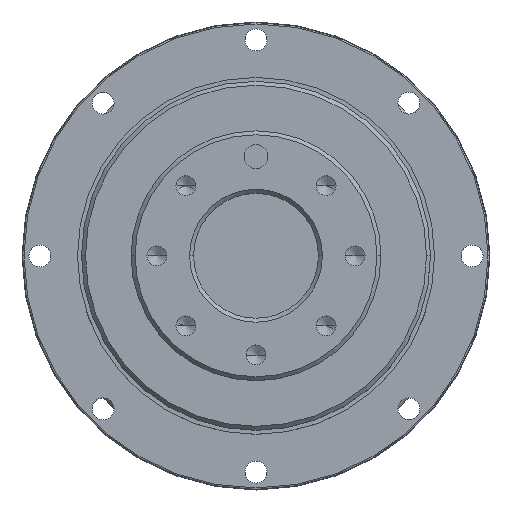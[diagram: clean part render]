
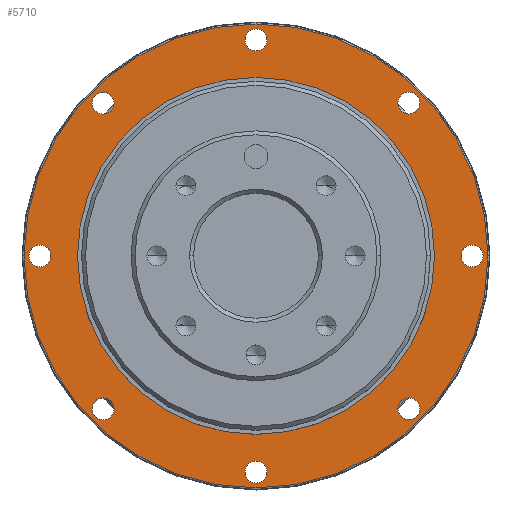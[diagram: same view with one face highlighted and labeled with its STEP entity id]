
A CAD part, top view. The second image highlights one B-rep face of the part: STEP entity #5710.
In plain terms, the highlighted planar face has unit normal (0, 0, 1).
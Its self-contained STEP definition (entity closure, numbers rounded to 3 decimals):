
#1919=CARTESIAN_POINT('',(0.,0.,8.));
#1920=DIRECTION('',(0.,0.,1.));
#1921=DIRECTION('',(1.,0.,0.));
#1922=AXIS2_PLACEMENT_3D('',#1919,#1920,#1921);
#1924=CARTESIAN_POINT('',(0.,0.,8.));
#1925=DIRECTION('',(0.,0.,1.));
#1926=DIRECTION('',(-1.,0.,0.));
#1927=AXIS2_PLACEMENT_3D('',#1924,#1925,#1926);
#1929=CARTESIAN_POINT('',(38.537,38.537,8.));
#1930=DIRECTION('',(0.,0.,-1.));
#1931=DIRECTION('',(0.707,-0.707,0.));
#1932=AXIS2_PLACEMENT_3D('',#1929,#1930,#1931);
#1934=CARTESIAN_POINT('',(38.537,38.537,8.));
#1935=DIRECTION('',(0.,0.,-1.));
#1936=DIRECTION('',(1.,0.,0.));
#1937=AXIS2_PLACEMENT_3D('',#1934,#1935,#1936);
#1939=CARTESIAN_POINT('',(38.537,38.537,8.));
#1940=DIRECTION('',(0.,0.,-1.));
#1941=DIRECTION('',(-1.,0.,0.));
#1942=AXIS2_PLACEMENT_3D('',#1939,#1940,#1941);
#1944=CARTESIAN_POINT('',(54.5,0.,8.));
#1945=DIRECTION('',(0.,0.,-1.));
#1946=DIRECTION('',(0.,-1.,0.));
#1947=AXIS2_PLACEMENT_3D('',#1944,#1945,#1946);
#1949=CARTESIAN_POINT('',(54.5,0.,8.));
#1950=DIRECTION('',(0.,0.,-1.));
#1951=DIRECTION('',(1.,0.,0.));
#1952=AXIS2_PLACEMENT_3D('',#1949,#1950,#1951);
#1954=CARTESIAN_POINT('',(54.5,0.,8.));
#1955=DIRECTION('',(0.,0.,-1.));
#1956=DIRECTION('',(-1.,0.,0.));
#1957=AXIS2_PLACEMENT_3D('',#1954,#1955,#1956);
#1959=CARTESIAN_POINT('',(38.537,-38.537,8.));
#1960=DIRECTION('',(0.,0.,-1.));
#1961=DIRECTION('',(-0.707,-0.707,0.));
#1962=AXIS2_PLACEMENT_3D('',#1959,#1960,#1961);
#1964=CARTESIAN_POINT('',(38.537,-38.537,8.));
#1965=DIRECTION('',(0.,0.,-1.));
#1966=DIRECTION('',(1.,0.,0.));
#1967=AXIS2_PLACEMENT_3D('',#1964,#1965,#1966);
#1969=CARTESIAN_POINT('',(38.537,-38.537,8.));
#1970=DIRECTION('',(0.,0.,-1.));
#1971=DIRECTION('',(-1.,0.,0.));
#1972=AXIS2_PLACEMENT_3D('',#1969,#1970,#1971);
#1974=CARTESIAN_POINT('',(0.,-54.5,8.));
#1975=DIRECTION('',(0.,0.,-1.));
#1976=DIRECTION('',(-1.,0.,0.));
#1977=AXIS2_PLACEMENT_3D('',#1974,#1975,#1976);
#1979=CARTESIAN_POINT('',(0.,-54.5,8.));
#1980=DIRECTION('',(0.,0.,-1.));
#1981=DIRECTION('',(1.,0.,0.));
#1982=AXIS2_PLACEMENT_3D('',#1979,#1980,#1981);
#1984=CARTESIAN_POINT('',(-38.537,-38.537,8.));
#1985=DIRECTION('',(0.,0.,-1.));
#1986=DIRECTION('',(-0.707,0.707,0.));
#1987=AXIS2_PLACEMENT_3D('',#1984,#1985,#1986);
#1989=CARTESIAN_POINT('',(-38.537,-38.537,8.));
#1990=DIRECTION('',(0.,0.,-1.));
#1991=DIRECTION('',(-1.,0.,0.));
#1992=AXIS2_PLACEMENT_3D('',#1989,#1990,#1991);
#1994=CARTESIAN_POINT('',(-38.537,-38.537,8.));
#1995=DIRECTION('',(0.,0.,-1.));
#1996=DIRECTION('',(1.,0.,0.));
#1997=AXIS2_PLACEMENT_3D('',#1994,#1995,#1996);
#1999=CARTESIAN_POINT('',(-54.5,0.,8.));
#2000=DIRECTION('',(0.,0.,-1.));
#2001=DIRECTION('',(0.,1.,0.));
#2002=AXIS2_PLACEMENT_3D('',#1999,#2000,#2001);
#2004=CARTESIAN_POINT('',(-54.5,0.,8.));
#2005=DIRECTION('',(0.,0.,-1.));
#2006=DIRECTION('',(-1.,0.,0.));
#2007=AXIS2_PLACEMENT_3D('',#2004,#2005,#2006);
#2009=CARTESIAN_POINT('',(-54.5,0.,8.));
#2010=DIRECTION('',(0.,0.,-1.));
#2011=DIRECTION('',(1.,0.,0.));
#2012=AXIS2_PLACEMENT_3D('',#2009,#2010,#2011);
#2014=CARTESIAN_POINT('',(-38.537,38.537,8.));
#2015=DIRECTION('',(0.,0.,-1.));
#2016=DIRECTION('',(0.707,0.707,0.));
#2017=AXIS2_PLACEMENT_3D('',#2014,#2015,#2016);
#2019=CARTESIAN_POINT('',(-38.537,38.537,8.));
#2020=DIRECTION('',(0.,0.,-1.));
#2021=DIRECTION('',(-1.,0.,0.));
#2022=AXIS2_PLACEMENT_3D('',#2019,#2020,#2021);
#2024=CARTESIAN_POINT('',(-38.537,38.537,8.));
#2025=DIRECTION('',(0.,0.,-1.));
#2026=DIRECTION('',(1.,0.,0.));
#2027=AXIS2_PLACEMENT_3D('',#2024,#2025,#2026);
#2029=CARTESIAN_POINT('',(0.,54.5,8.));
#2030=DIRECTION('',(0.,0.,-1.));
#2031=DIRECTION('',(1.,0.,0.));
#2032=AXIS2_PLACEMENT_3D('',#2029,#2030,#2031);
#2034=CARTESIAN_POINT('',(0.,54.5,8.));
#2035=DIRECTION('',(0.,0.,-1.));
#2036=DIRECTION('',(-1.,0.,0.));
#2037=AXIS2_PLACEMENT_3D('',#2034,#2035,#2036);
#2039=CARTESIAN_POINT('',(0.,0.,8.));
#2040=DIRECTION('',(0.,0.,-1.));
#2041=DIRECTION('',(1.,0.,0.));
#2042=AXIS2_PLACEMENT_3D('',#2039,#2040,#2041);
#2044=CARTESIAN_POINT('',(0.,0.,8.));
#2045=DIRECTION('',(0.,0.,-1.));
#2046=DIRECTION('',(-1.,0.,0.));
#2047=AXIS2_PLACEMENT_3D('',#2044,#2045,#2046);
#2896=CARTESIAN_POINT('',(41.287,38.537,8.));
#2898=VERTEX_POINT('',#2896);
#2900=CARTESIAN_POINT('',(35.787,38.537,8.));
#2902=VERTEX_POINT('',#2900);
#2903=CARTESIAN_POINT('',(40.482,36.593,8.));
#2904=VERTEX_POINT('',#2903);
#2906=CARTESIAN_POINT('',(57.25,0.,8.));
#2908=VERTEX_POINT('',#2906);
#2910=CARTESIAN_POINT('',(51.75,0.,8.));
#2912=VERTEX_POINT('',#2910);
#2913=CARTESIAN_POINT('',(54.5,-2.75,8.));
#2914=VERTEX_POINT('',#2913);
#2916=CARTESIAN_POINT('',(41.287,-38.537,8.));
#2918=VERTEX_POINT('',#2916);
#2920=CARTESIAN_POINT('',(35.787,-38.537,8.));
#2922=VERTEX_POINT('',#2920);
#2923=CARTESIAN_POINT('',(36.593,-40.482,8.));
#2924=VERTEX_POINT('',#2923);
#2926=CARTESIAN_POINT('',(2.75,-54.5,8.));
#2928=VERTEX_POINT('',#2926);
#2930=CARTESIAN_POINT('',(-2.75,-54.5,8.));
#2932=VERTEX_POINT('',#2930);
#2934=CARTESIAN_POINT('',(-35.787,-38.537,8.));
#2936=VERTEX_POINT('',#2934);
#2938=CARTESIAN_POINT('',(-41.287,-38.537,8.));
#2940=VERTEX_POINT('',#2938);
#2941=CARTESIAN_POINT('',(-40.482,-36.593,8.));
#2942=VERTEX_POINT('',#2941);
#2944=CARTESIAN_POINT('',(-51.75,0.,8.));
#2946=VERTEX_POINT('',#2944);
#2948=CARTESIAN_POINT('',(-57.25,0.,8.));
#2950=VERTEX_POINT('',#2948);
#2951=CARTESIAN_POINT('',(-54.5,2.75,8.));
#2952=VERTEX_POINT('',#2951);
#2954=CARTESIAN_POINT('',(-35.787,38.537,8.));
#2956=VERTEX_POINT('',#2954);
#2958=CARTESIAN_POINT('',(-41.287,38.537,8.));
#2960=VERTEX_POINT('',#2958);
#2961=CARTESIAN_POINT('',(-36.593,40.482,8.));
#2962=VERTEX_POINT('',#2961);
#2964=CARTESIAN_POINT('',(2.75,54.5,8.));
#2966=VERTEX_POINT('',#2964);
#2968=CARTESIAN_POINT('',(-2.75,54.5,8.));
#2970=VERTEX_POINT('',#2968);
#2996=CARTESIAN_POINT('',(-45.,0.,8.));
#2998=VERTEX_POINT('',#2996);
#3000=CARTESIAN_POINT('',(45.,0.,8.));
#3002=VERTEX_POINT('',#3000);
#3203=CARTESIAN_POINT('',(-58.5,0.,8.));
#3204=VERTEX_POINT('',#3203);
#3205=CARTESIAN_POINT('',(58.5,0.,8.));
#3206=VERTEX_POINT('',#3205);
#5634=CARTESIAN_POINT('',(0.,0.,8.));
#5635=DIRECTION('',(0.,0.,1.));
#5636=DIRECTION('',(1.,0.,0.));
#5637=AXIS2_PLACEMENT_3D('',#5634,#5635,#5636);
#5638=PLANE('',#5637);
#5640=ORIENTED_EDGE('',*,*,#5639,.F.);
#5641=ORIENTED_EDGE('',*,*,#5624,.F.);
#5642=EDGE_LOOP('',(#5640,#5641));
#5643=FACE_OUTER_BOUND('',#5642,.F.);
#5645=ORIENTED_EDGE('',*,*,#5644,.F.);
#5647=ORIENTED_EDGE('',*,*,#5646,.F.);
#5649=ORIENTED_EDGE('',*,*,#5648,.F.);
#5650=EDGE_LOOP('',(#5645,#5647,#5649));
#5651=FACE_BOUND('',#5650,.F.);
#5653=ORIENTED_EDGE('',*,*,#5652,.F.);
#5655=ORIENTED_EDGE('',*,*,#5654,.F.);
#5657=ORIENTED_EDGE('',*,*,#5656,.F.);
#5658=EDGE_LOOP('',(#5653,#5655,#5657));
#5659=FACE_BOUND('',#5658,.F.);
#5661=ORIENTED_EDGE('',*,*,#5660,.F.);
#5663=ORIENTED_EDGE('',*,*,#5662,.F.);
#5665=ORIENTED_EDGE('',*,*,#5664,.F.);
#5666=EDGE_LOOP('',(#5661,#5663,#5665));
#5667=FACE_BOUND('',#5666,.F.);
#5669=ORIENTED_EDGE('',*,*,#5668,.F.);
#5671=ORIENTED_EDGE('',*,*,#5670,.F.);
#5672=EDGE_LOOP('',(#5669,#5671));
#5673=FACE_BOUND('',#5672,.F.);
#5675=ORIENTED_EDGE('',*,*,#5674,.F.);
#5677=ORIENTED_EDGE('',*,*,#5676,.F.);
#5679=ORIENTED_EDGE('',*,*,#5678,.F.);
#5680=EDGE_LOOP('',(#5675,#5677,#5679));
#5681=FACE_BOUND('',#5680,.F.);
#5683=ORIENTED_EDGE('',*,*,#5682,.F.);
#5685=ORIENTED_EDGE('',*,*,#5684,.F.);
#5687=ORIENTED_EDGE('',*,*,#5686,.F.);
#5688=EDGE_LOOP('',(#5683,#5685,#5687));
#5689=FACE_BOUND('',#5688,.F.);
#5691=ORIENTED_EDGE('',*,*,#5690,.F.);
#5693=ORIENTED_EDGE('',*,*,#5692,.F.);
#5695=ORIENTED_EDGE('',*,*,#5694,.F.);
#5696=EDGE_LOOP('',(#5691,#5693,#5695));
#5697=FACE_BOUND('',#5696,.F.);
#5699=ORIENTED_EDGE('',*,*,#5698,.F.);
#5701=ORIENTED_EDGE('',*,*,#5700,.F.);
#5702=EDGE_LOOP('',(#5699,#5701));
#5703=FACE_BOUND('',#5702,.F.);
#5705=ORIENTED_EDGE('',*,*,#5704,.F.);
#5707=ORIENTED_EDGE('',*,*,#5706,.F.);
#5708=EDGE_LOOP('',(#5705,#5707));
#5709=FACE_BOUND('',#5708,.F.);
#5710=ADVANCED_FACE('',(#5643,#5651,#5659,#5667,#5673,#5681,#5689,#5697,#5703,
#5709),#5638,.T.);
#1923=CIRCLE('',#1922,58.5);
#1928=CIRCLE('',#1927,58.5);
#1933=CIRCLE('',#1932,2.75);
#1938=CIRCLE('',#1937,2.75);
#1943=CIRCLE('',#1942,2.75);
#1948=CIRCLE('',#1947,2.75);
#1953=CIRCLE('',#1952,2.75);
#1958=CIRCLE('',#1957,2.75);
#1963=CIRCLE('',#1962,2.75);
#1968=CIRCLE('',#1967,2.75);
#1973=CIRCLE('',#1972,2.75);
#1978=CIRCLE('',#1977,2.75);
#1983=CIRCLE('',#1982,2.75);
#1988=CIRCLE('',#1987,2.75);
#1993=CIRCLE('',#1992,2.75);
#1998=CIRCLE('',#1997,2.75);
#2003=CIRCLE('',#2002,2.75);
#2008=CIRCLE('',#2007,2.75);
#2013=CIRCLE('',#2012,2.75);
#2018=CIRCLE('',#2017,2.75);
#2023=CIRCLE('',#2022,2.75);
#2028=CIRCLE('',#2027,2.75);
#2033=CIRCLE('',#2032,2.75);
#2038=CIRCLE('',#2037,2.75);
#2043=CIRCLE('',#2042,45.);
#2048=CIRCLE('',#2047,45.);
#5624=EDGE_CURVE('',#3204,#3206,#1928,.T.);
#5639=EDGE_CURVE('',#3206,#3204,#1923,.T.);
#5644=EDGE_CURVE('',#2904,#2902,#1933,.T.);
#5646=EDGE_CURVE('',#2898,#2904,#1938,.T.);
#5648=EDGE_CURVE('',#2902,#2898,#1943,.T.);
#5652=EDGE_CURVE('',#2914,#2912,#1948,.T.);
#5654=EDGE_CURVE('',#2908,#2914,#1953,.T.);
#5656=EDGE_CURVE('',#2912,#2908,#1958,.T.);
#5660=EDGE_CURVE('',#2924,#2922,#1963,.T.);
#5662=EDGE_CURVE('',#2918,#2924,#1968,.T.);
#5664=EDGE_CURVE('',#2922,#2918,#1973,.T.);
#5668=EDGE_CURVE('',#2932,#2928,#1978,.T.);
#5670=EDGE_CURVE('',#2928,#2932,#1983,.T.);
#5674=EDGE_CURVE('',#2942,#2936,#1988,.T.);
#5676=EDGE_CURVE('',#2940,#2942,#1993,.T.);
#5678=EDGE_CURVE('',#2936,#2940,#1998,.T.);
#5682=EDGE_CURVE('',#2952,#2946,#2003,.T.);
#5684=EDGE_CURVE('',#2950,#2952,#2008,.T.);
#5686=EDGE_CURVE('',#2946,#2950,#2013,.T.);
#5690=EDGE_CURVE('',#2962,#2956,#2018,.T.);
#5692=EDGE_CURVE('',#2960,#2962,#2023,.T.);
#5694=EDGE_CURVE('',#2956,#2960,#2028,.T.);
#5698=EDGE_CURVE('',#2966,#2970,#2033,.T.);
#5700=EDGE_CURVE('',#2970,#2966,#2038,.T.);
#5704=EDGE_CURVE('',#3002,#2998,#2043,.T.);
#5706=EDGE_CURVE('',#2998,#3002,#2048,.T.);
